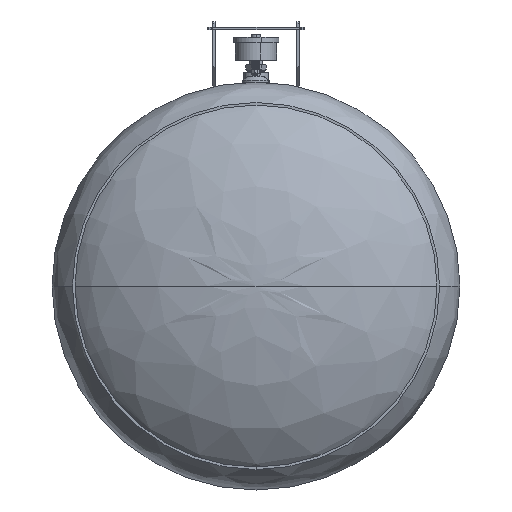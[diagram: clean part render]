
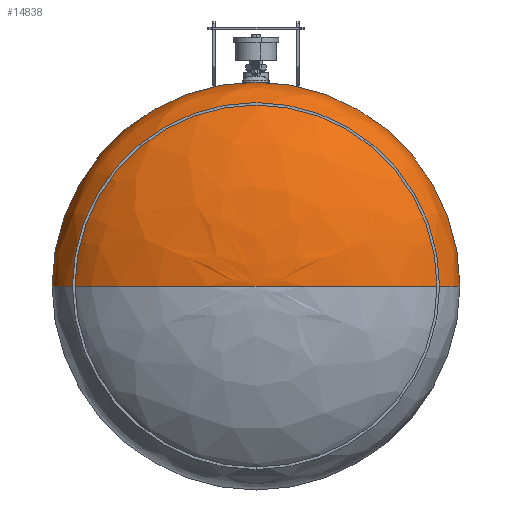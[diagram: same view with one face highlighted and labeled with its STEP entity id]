
A CAD part, front view. The second image highlights one B-rep face of the part: STEP entity #14838.
In plain terms, the highlighted free-form (B-spline) face has degree [3, 3] with [4, 4] control points.
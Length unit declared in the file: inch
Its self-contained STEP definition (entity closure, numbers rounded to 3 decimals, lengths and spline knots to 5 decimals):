
#357 = CARTESIAN_POINT ( 'NONE',  ( 10., 0.5575, 0. ) ) ;
#377 = CARTESIAN_POINT ( 'NONE',  ( 0., 5.62, 0. ) ) ;
#965 = DIRECTION ( 'NONE',  ( 0., 0., -1. ) ) ;
#1185 = AXIS2_PLACEMENT_3D ( 'NONE', #22831, #16605, #965 ) ;
#1329 =( BOUNDED_CURVE ( )  B_SPLINE_CURVE ( 3, ( #21087, #12656, #14911, #24835 ),
 .UNSPECIFIED., .F., .F. ) 
 B_SPLINE_CURVE_WITH_KNOTS ( ( 4, 4 ),
 ( 1.5708, 3.14159 ),
 .UNSPECIFIED. ) 
 CURVE ( )  GEOMETRIC_REPRESENTATION_ITEM ( )  RATIONAL_B_SPLINE_CURVE ( ( 1., 0.805, 0.805, 1. ) ) 
 REPRESENTATION_ITEM ( '' )  );
#3854 = FACE_OUTER_BOUND ( 'NONE', #6621, .T. ) ;
#4259 = CARTESIAN_POINT ( 'NONE',  ( 0., 0.5575, -10. ) ) ;
#4261 = CARTESIAN_POINT ( 'NONE',  ( -5.85786, 5.62, -11.71573 ) ) ;
#6192 = CIRCLE ( 'NONE', #18698, 10. ) ;
#6621 = EDGE_LOOP ( 'NONE', ( #33724, #14136, #13256, #26381 ) ) ;
#6853 = CARTESIAN_POINT ( 'NONE',  ( 0., 5.62, 0. ) ) ;
#7412 = VERTEX_POINT ( 'NONE', #24843 ) ;
#7565 = CARTESIAN_POINT ( 'NONE',  ( 0., 5.62, 0. ) ) ;
#9138 = CIRCLE ( 'NONE', #1185, 10. ) ;
#10676 = CARTESIAN_POINT ( 'NONE',  ( -10., 3.52304, 0. ) ) ;
#11082 = EDGE_CURVE ( 'NONE', #14015, #34299, #1329, .T. ) ;
#12541 = CARTESIAN_POINT ( 'NONE',  ( 10., 3.52304, 0. ) ) ;
#12656 = CARTESIAN_POINT ( 'NONE',  ( -5.85786, 5.62, 0. ) ) ;
#12952 = CARTESIAN_POINT ( 'NONE',  ( 10., 0.5575, -20. ) ) ;
#13256 = ORIENTED_EDGE ( 'NONE', *, *, #35015, .F. ) ;
#13348 = CARTESIAN_POINT ( 'NONE',  ( 5.85786, 5.62, 0. ) ) ;
#13738 = CARTESIAN_POINT ( 'NONE',  ( -5.85786, 5.62, 0. ) ) ;
#14015 = VERTEX_POINT ( 'NONE', #6853 ) ;
#14136 = ORIENTED_EDGE ( 'NONE', *, *, #34101, .T. ) ;
#14838 = ADVANCED_FACE ( 'NONE', ( #3854 ), #17957, .F. ) ;
#14911 = CARTESIAN_POINT ( 'NONE',  ( -10., 3.52304, 0. ) ) ;
#16411 = CARTESIAN_POINT ( 'NONE',  ( 10., 3.52304, -20. ) ) ;
#16605 = DIRECTION ( 'NONE',  ( 0., -1., 0. ) ) ;
#17957 =( BOUNDED_SURFACE ( )  B_SPLINE_SURFACE ( 3, 3, ( 
 ( #32080, #38861, #7565, #377 ),
 ( #13738, #4261, #29404, #13348 ),
 ( #10676, #26319, #16411, #35780 ),
 ( #25521, #22433, #12952, #19921 ) ),
 .UNSPECIFIED., .F., .F., .F. ) 
 B_SPLINE_SURFACE_WITH_KNOTS ( ( 4, 4 ),
 ( 4, 4 ),
 ( 0., 1. ),
 ( 0., 1. ),
 .UNSPECIFIED. ) 
 GEOMETRIC_REPRESENTATION_ITEM ( )  RATIONAL_B_SPLINE_SURFACE ( (
 ( 1., 0.333, 0.333, 1.),
 ( 0.805, 0.268, 0.268, 0.805),
 ( 0.805, 0.268, 0.268, 0.805),
 ( 1., 0.333, 0.333, 1.) ) ) 
 REPRESENTATION_ITEM ( '' )  SURFACE ( )  );
#18698 = AXIS2_PLACEMENT_3D ( 'NONE', #22767, #22363, #35296 ) ;
#18907 = CARTESIAN_POINT ( 'NONE',  ( 5.85786, 5.62, 0. ) ) ;
#19921 = CARTESIAN_POINT ( 'NONE',  ( 10., 0.5575, 0. ) ) ;
#21087 = CARTESIAN_POINT ( 'NONE',  ( 0., 5.62, 0. ) ) ;
#22363 = DIRECTION ( 'NONE',  ( 0., -1., 0. ) ) ;
#22433 = CARTESIAN_POINT ( 'NONE',  ( -10., 0.5575, -20. ) ) ;
#22767 = CARTESIAN_POINT ( 'NONE',  ( 0., 0.5575, 0. ) ) ;
#22831 = CARTESIAN_POINT ( 'NONE',  ( 0., 0.5575, 0. ) ) ;
#24359 =( BOUNDED_CURVE ( )  B_SPLINE_CURVE ( 3, ( #40752, #18907, #12541, #357 ),
 .UNSPECIFIED., .F., .F. ) 
 B_SPLINE_CURVE_WITH_KNOTS ( ( 4, 4 ),
 ( 1.5708, 3.14159 ),
 .UNSPECIFIED. ) 
 CURVE ( )  GEOMETRIC_REPRESENTATION_ITEM ( )  RATIONAL_B_SPLINE_CURVE ( ( 1., 0.805, 0.805, 1. ) ) 
 REPRESENTATION_ITEM ( '' )  );
#24835 = CARTESIAN_POINT ( 'NONE',  ( -10., 0.5575, 0. ) ) ;
#24843 = CARTESIAN_POINT ( 'NONE',  ( 10., 0.5575, 0. ) ) ;
#25521 = CARTESIAN_POINT ( 'NONE',  ( -10., 0.5575, 0. ) ) ;
#25910 = CARTESIAN_POINT ( 'NONE',  ( -10., 0.5575, 0. ) ) ;
#26319 = CARTESIAN_POINT ( 'NONE',  ( -10., 3.52304, -20. ) ) ;
#26381 = ORIENTED_EDGE ( 'NONE', *, *, #34473, .F. ) ;
#27300 = VERTEX_POINT ( 'NONE', #4259 ) ;
#29404 = CARTESIAN_POINT ( 'NONE',  ( 5.85786, 5.62, -11.71573 ) ) ;
#32080 = CARTESIAN_POINT ( 'NONE',  ( 0., 5.62, 0. ) ) ;
#33724 = ORIENTED_EDGE ( 'NONE', *, *, #11082, .F. ) ;
#34101 = EDGE_CURVE ( 'NONE', #14015, #7412, #24359, .T. ) ;
#34299 = VERTEX_POINT ( 'NONE', #25910 ) ;
#34473 = EDGE_CURVE ( 'NONE', #34299, #27300, #6192, .T. ) ;
#35015 = EDGE_CURVE ( 'NONE', #27300, #7412, #9138, .T. ) ;
#35296 = DIRECTION ( 'NONE',  ( 0., 0., -1. ) ) ;
#35780 = CARTESIAN_POINT ( 'NONE',  ( 10., 3.52304, 0. ) ) ;
#38861 = CARTESIAN_POINT ( 'NONE',  ( 0., 5.62, 0. ) ) ;
#40752 = CARTESIAN_POINT ( 'NONE',  ( 0., 5.62, 0. ) ) ;
